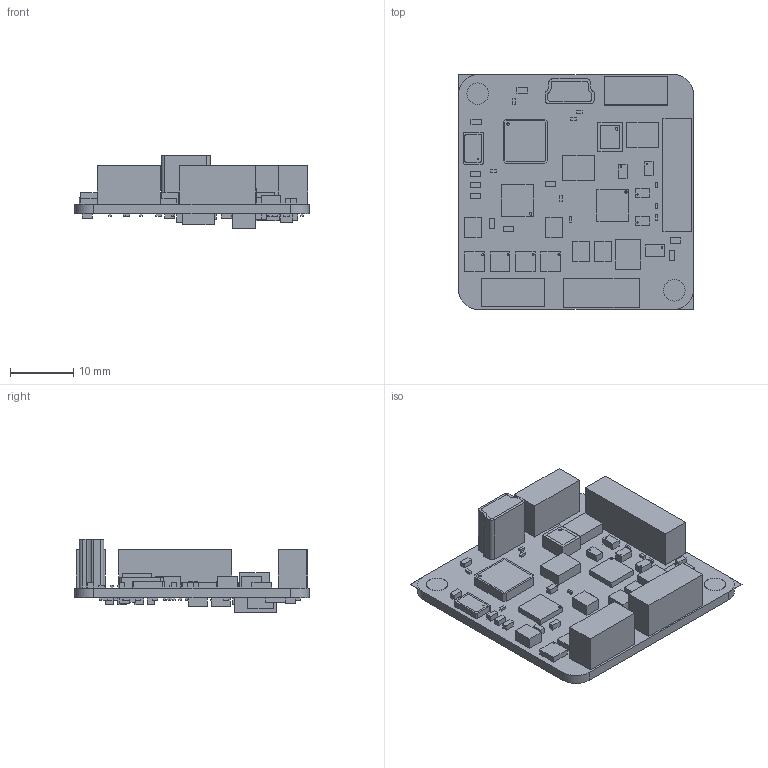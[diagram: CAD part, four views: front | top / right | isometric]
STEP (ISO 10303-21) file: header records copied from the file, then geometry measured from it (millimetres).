
FILE_DESCRIPTION(('STEP AP214'),'1');
FILE_NAME('07003513_TMCM-1141_V13.step','2016-07-25T10:05:57',(' '),(' '),'Spatial InterOp 3D',' ',' ');
FILE_SCHEMA(('automotive_design'));
Length unit declared in the file: millimetre
Products named in the file (30): 1; 2; 3; 4; 5; 6; 7; 8; 9; 10; 11; 12; 13; 14; 15; 16; 17; 18; 19; 20; 21; 22; 23; 24; 25; 26; 27; 28; 29; 30
Bounding box: 37 x 37 x 11.61 mm (x, y, z)
Volume: 4493.2 mm3; surface area: 5273.6 mm2
Topology: 30 solids, 30 shells, 700 faces, 1600 edges, 1064 vertices
Faces by surface type: plane 620, cylinder 80
Entity records: 25711 total; most frequent: CARTESIAN_POINT 3394, DIRECTION 3220, ORIENTED_EDGE 3200, EDGE_CURVE 1600, LINE 1440, VECTOR 1440, VERTEX_POINT 1064, AXIS2_PLACEMENT_3D 890
